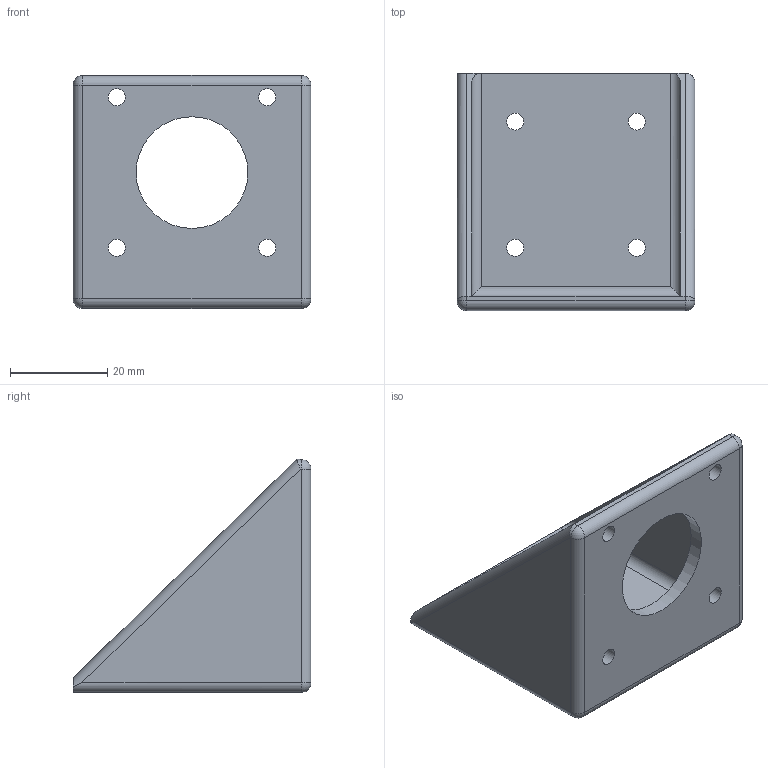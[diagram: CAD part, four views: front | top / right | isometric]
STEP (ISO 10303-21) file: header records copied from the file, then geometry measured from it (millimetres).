
FILE_DESCRIPTION(/* description */ (''),/* implementation_level */ '2;1');
FILE_NAME(/* name */ 'Motor Mount Right.stp',/* time_stamp */ '2020-02-25T17:05:53+00:00',/* author */ ('Ax'),/* organization */ (''),/* preprocessor_version */ 'ST-DEVELOPER v17',/* originating_system */ 'Autodesk Inventor 2019',/* authorisation */ '');
FILE_SCHEMA (('AUTOMOTIVE_DESIGN { 1 0 10303 214 3 1 1 }'));
Length unit declared in the file: millimetre
Products named in the file (1): Motor Mount Right
Bounding box: 49 x 49 x 48 mm (x, y, z)
Volume: 18302.1 mm3; surface area: 13056.6 mm2
Topology: 1 solids, 1 shells, 39 faces, 97 edges, 60 vertices
Faces by surface type: cylinder 23, plane 12, sphere 4
Full cylindrical faces by diameter (mm): 3.5 x8, 23 x1
Entity records: 1243 total; most frequent: DIRECTION 226, CARTESIAN_POINT 197, ORIENTED_EDGE 194, EDGE_CURVE 97, AXIS2_PLACEMENT_3D 89, VERTEX_POINT 60, EDGE_LOOP 57, LINE 48
